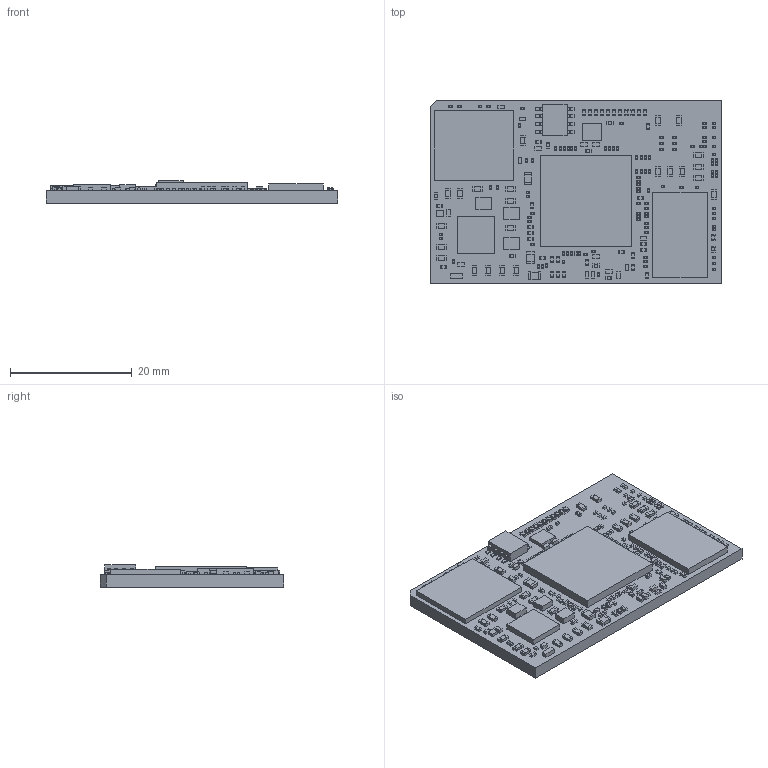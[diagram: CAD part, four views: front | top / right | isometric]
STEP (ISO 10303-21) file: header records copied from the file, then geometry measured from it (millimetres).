
FILE_DESCRIPTION(('Open CASCADE Model'),'2;1');
FILE_NAME('Open CASCADE Shape Model','2016-02-22T18:52:22',('Author'),( 'Open CASCADE'),'Open CASCADE STEP processor 6.2','Open CASCADE 6.2' ,'Unknown');
FILE_SCHEMA(('AUTOMOTIVE_DESIGN { 1 0 10303 214 1 1 1 1 }'));
Length unit declared in the file: millimetre
Products named in the file (242): PCB; Board; R165; CR_0402; R156; IC7; 794754784; Extruded; C152; 77853584; Y2; 77855376; SR2; 794753376; 794753504; 794753760; 794754016; R164; R163; R162; R111; R110; R109; R108; R107; R106; R105; R104; R103; R102; R101; R100; R99; R98; R97; R96; R54; R30; R29; R28 ...
Assembly tree (659 placements, depth 4):
  PCB
    Board
    R165
      CR_0402
    R156
      CR_0402
    IC7
      794754784
        Extruded
    C152
      77853584
        Extruded
    Y2
      77855376
        Extruded
    SR2
      794753376
        Extruded
      794753504  x8
        Extruded
      794753760  x8
        Extruded
      794754016  x8
        Extruded
    R164
      CR_0402
    R163
      CR_0402
    R162
      CR_0402
    R111
      CR_0402
    R110
      CR_0402
    R109
      CR_0402
    R108
      CR_0402
    R107
      CR_0402
    R106
      CR_0402
    R105
      CR_0402
    R104
      CR_0402
    R103
      CR_0402
    R102
      CR_0402
    R101
      CR_0402
    R100
      CR_0402
    R99
      CR_0402
    R98
      CR_0402
    R97
      CR_0402
Bounding box: 48 x 30.2 x 3.67 mm (x, y, z)
Volume: 3714.5 mm3; surface area: 5134.9 mm2
Topology: 440 solids, 440 shells, 3321 faces, 6915 edges, 4610 vertices
Faces by surface type: plane 3321
Entity records: 16597 total; most frequent: DIRECTION 2663, CARTESIAN_POINT 2066, LINE 1017, VECTOR 1017, PRODUCT_DEFINITION_SHAPE 901, AXIS2_PLACEMENT_3D 823, ORIENTED_EDGE 678, PCURVE 678
